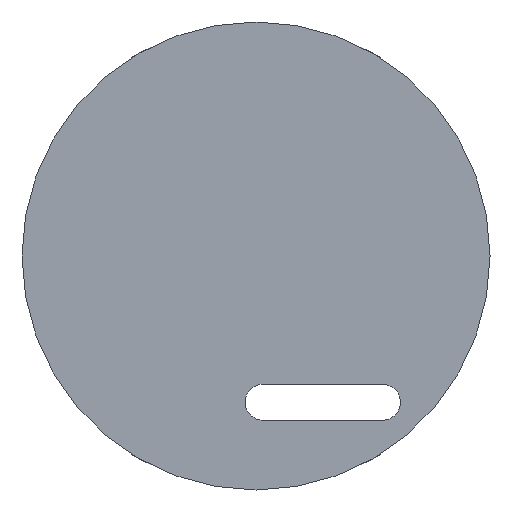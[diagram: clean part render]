
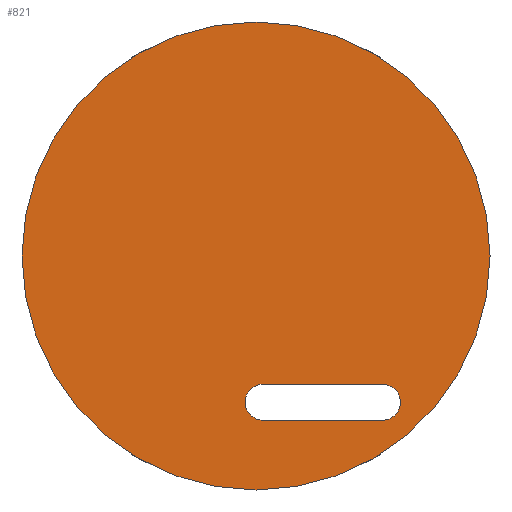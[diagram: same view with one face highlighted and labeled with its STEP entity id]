
A CAD part, front view. The second image highlights one B-rep face of the part: STEP entity #821.
In plain terms, the highlighted planar face has unit normal (0, -1, 0).
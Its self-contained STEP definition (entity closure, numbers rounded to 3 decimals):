
#70=CARTESIAN_POINT('Vertex',(0.985,0.,-17.815)) ;
#73=CARTESIAN_POINT('Axis2P3D Location',(0.985,0.,-20.315)) ;
#77=CARTESIAN_POINT('Vertex',(0.985,0.,-22.815)) ;
#104=CARTESIAN_POINT('Line Origine',(9.277,0.,-22.815)) ;
#108=CARTESIAN_POINT('Vertex',(17.569,0.,-22.815)) ;
#236=CARTESIAN_POINT('Axis2P3D Location',(17.569,0.,-20.315)) ;
#240=CARTESIAN_POINT('Vertex',(17.569,0.,-17.815)) ;
#294=CARTESIAN_POINT('Vertex',(-32.5,0.,0.)) ;
#297=CARTESIAN_POINT('Axis2P3D Location',(0.,0.,0.)) ;
#301=CARTESIAN_POINT('Vertex',(32.5,0.,0.)) ;
#396=CARTESIAN_POINT('Axis2P3D Location',(0.,0.,0.)) ;
#794=CARTESIAN_POINT('Line Origine',(9.277,0.,-17.815)) ;
#806=CARTESIAN_POINT('Axis2P3D Location',(0.,0.,0.)) ;
#74=DIRECTION('Axis2P3D Direction',(0.,1.,0.)) ;
#105=DIRECTION('Vector Direction',(-1.,0.,0.)) ;
#237=DIRECTION('Axis2P3D Direction',(0.,1.,0.)) ;
#298=DIRECTION('Axis2P3D Direction',(0.,1.,0.)) ;
#397=DIRECTION('Axis2P3D Direction',(0.,1.,0.)) ;
#795=DIRECTION('Vector Direction',(1.,0.,0.)) ;
#807=DIRECTION('Axis2P3D Direction',(0.,1.,-0.)) ;
#808=DIRECTION('Axis2P3D XDirection',(-1.,0.,0.)) ;
#75=AXIS2_PLACEMENT_3D('Circle Axis2P3D',#73,#74,$) ;
#238=AXIS2_PLACEMENT_3D('Circle Axis2P3D',#236,#237,$) ;
#299=AXIS2_PLACEMENT_3D('Circle Axis2P3D',#297,#298,$) ;
#398=AXIS2_PLACEMENT_3D('Circle Axis2P3D',#396,#397,$) ;
#809=AXIS2_PLACEMENT_3D('Plane Axis2P3D',#806,#807,#808) ;
#812=ORIENTED_EDGE('',*,*,#400,.F.) ;
#813=ORIENTED_EDGE('',*,*,#303,.F.) ;
#816=ORIENTED_EDGE('',*,*,#79,.T.) ;
#817=ORIENTED_EDGE('',*,*,#798,.T.) ;
#818=ORIENTED_EDGE('',*,*,#242,.T.) ;
#819=ORIENTED_EDGE('',*,*,#110,.T.) ;
#820=FACE_BOUND('',#815,.T.) ;
#106=VECTOR('Line Direction',#105,1.) ;
#796=VECTOR('Line Direction',#795,1.) ;
#821=ADVANCED_FACE('Corps principal',(#814,#820),#810,.F.) ;
#76=CIRCLE('generated circle',#75,2.5) ;
#239=CIRCLE('generated circle',#238,2.5) ;
#300=CIRCLE('generated circle',#299,32.5) ;
#399=CIRCLE('generated circle',#398,32.5) ;
#79=EDGE_CURVE('',#78,#71,#76,.T.) ;
#110=EDGE_CURVE('',#109,#78,#107,.T.) ;
#242=EDGE_CURVE('',#241,#109,#239,.T.) ;
#303=EDGE_CURVE('',#295,#302,#300,.T.) ;
#400=EDGE_CURVE('',#302,#295,#399,.T.) ;
#798=EDGE_CURVE('',#71,#241,#797,.T.) ;
#811=EDGE_LOOP('',(#812,#813)) ;
#815=EDGE_LOOP('',(#816,#817,#818,#819)) ;
#814=FACE_OUTER_BOUND('',#811,.T.) ;
#107=LINE('Line',#104,#106) ;
#797=LINE('Line',#794,#796) ;
#810=PLANE('Plane',#809) ;
#71=VERTEX_POINT('',#70) ;
#78=VERTEX_POINT('',#77) ;
#109=VERTEX_POINT('',#108) ;
#241=VERTEX_POINT('',#240) ;
#295=VERTEX_POINT('',#294) ;
#302=VERTEX_POINT('',#301) ;
